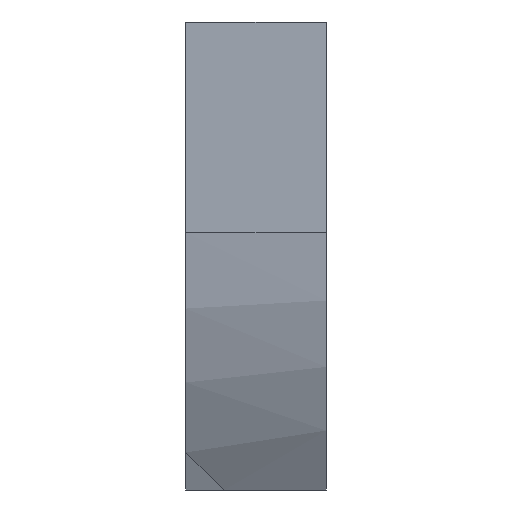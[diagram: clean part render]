
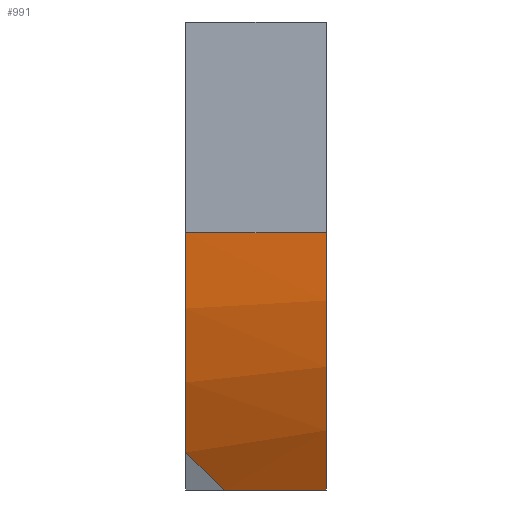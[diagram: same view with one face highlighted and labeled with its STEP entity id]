
A CAD part, left-side view. The second image highlights one B-rep face of the part: STEP entity #991.
In plain terms, the highlighted cylindrical face has radius 20 mm (diameter 40 mm), a partial arc.
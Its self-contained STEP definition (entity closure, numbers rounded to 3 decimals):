
#41 = AXIS2_PLACEMENT_3D ( 'NONE', #2339, #2387, #1621 ) ;
#73 = DIRECTION ( 'NONE',  ( 0., 1., 0. ) ) ;
#76 = EDGE_CURVE ( 'NONE', #1005, #1016, #1371, .T. ) ;
#252 = EDGE_CURVE ( 'NONE', #1438, #921, #567, .T. ) ;
#327 =( BOUNDED_CURVE ( )  B_SPLINE_CURVE ( 3, ( #2067, #2977, #2946, #2015 ),
 .UNSPECIFIED., .F., .T. ) 
 B_SPLINE_CURVE_WITH_KNOTS ( ( 4, 4 ),
 ( 3.631, 3.724 ),
 .UNSPECIFIED. ) 
 CURVE ( )  GEOMETRIC_REPRESENTATION_ITEM ( )  RATIONAL_B_SPLINE_CURVE ( ( 1., 0.999, 0.999, 1. ) ) 
 REPRESENTATION_ITEM ( '' )  );
#382 = ORIENTED_EDGE ( 'NONE', *, *, #1278, .T. ) ;
#495 = CARTESIAN_POINT ( 'NONE',  ( -17.25, 6., 1. ) ) ;
#543 = LINE ( 'NONE', #495, #1154 ) ;
#567 = CIRCLE ( 'NONE', #2353, 20. ) ;
#669 = AXIS2_PLACEMENT_3D ( 'NONE', #774, #73, #973 ) ;
#774 = CARTESIAN_POINT ( 'NONE',  ( 2.75, 0., 1. ) ) ;
#779 = CARTESIAN_POINT ( 'NONE',  ( -17.25, 0., 1. ) ) ;
#921 = VERTEX_POINT ( 'NONE', #1558 ) ;
#973 = DIRECTION ( 'NONE',  ( 0., 0., -1. ) ) ;
#977 = CARTESIAN_POINT ( 'NONE',  ( 2.75, 6., 1. ) ) ;
#991 = ADVANCED_FACE ( 'NONE', ( #1453 ), #1667, .T. ) ;
#1005 = VERTEX_POINT ( 'NONE', #1222 ) ;
#1016 = VERTEX_POINT ( 'NONE', #2791 ) ;
#1154 = VECTOR ( 'NONE', #2390, 1000. ) ;
#1222 = CARTESIAN_POINT ( 'NONE',  ( -13.953, 4.352, -10. ) ) ;
#1278 = EDGE_CURVE ( 'NONE', #1016, #1523, #1961, .T. ) ;
#1309 = EDGE_CURVE ( 'NONE', #921, #1523, #543, .T. ) ;
#1371 = LINE ( 'NONE', #1631, #1670 ) ;
#1438 = VERTEX_POINT ( 'NONE', #2223 ) ;
#1453 = FACE_OUTER_BOUND ( 'NONE', #2222, .T. ) ;
#1523 = VERTEX_POINT ( 'NONE', #779 ) ;
#1538 = ORIENTED_EDGE ( 'NONE', *, *, #76, .T. ) ;
#1558 = CARTESIAN_POINT ( 'NONE',  ( -17.25, 6., 1. ) ) ;
#1621 = DIRECTION ( 'NONE',  ( 0., 0., -1. ) ) ;
#1631 = CARTESIAN_POINT ( 'NONE',  ( -13.953, 6., -10. ) ) ;
#1667 = CYLINDRICAL_SURFACE ( 'NONE', #41, 20. ) ;
#1670 = VECTOR ( 'NONE', #1828, 1000. ) ;
#1705 = DIRECTION ( 'NONE',  ( 0., 1., 0. ) ) ;
#1767 = ORIENTED_EDGE ( 'NONE', *, *, #1309, .F. ) ;
#1793 = ORIENTED_EDGE ( 'NONE', *, *, #2579, .T. ) ;
#1828 = DIRECTION ( 'NONE',  ( 0., -1., 0. ) ) ;
#1961 = CIRCLE ( 'NONE', #669, 20. ) ;
#2015 = CARTESIAN_POINT ( 'NONE',  ( -13.953, 4.352, -10. ) ) ;
#2043 = ORIENTED_EDGE ( 'NONE', *, *, #252, .F. ) ;
#2067 = CARTESIAN_POINT ( 'NONE',  ( -14.905, 6., -8.397 ) ) ;
#2096 = DIRECTION ( 'NONE',  ( 0., 0., -1. ) ) ;
#2222 = EDGE_LOOP ( 'NONE', ( #2043, #1793, #1538, #382, #1767 ) ) ;
#2223 = CARTESIAN_POINT ( 'NONE',  ( -14.905, 6., -8.397 ) ) ;
#2339 = CARTESIAN_POINT ( 'NONE',  ( 2.75, 6., 1. ) ) ;
#2353 = AXIS2_PLACEMENT_3D ( 'NONE', #977, #1705, #2096 ) ;
#2387 = DIRECTION ( 'NONE',  ( 0., -1., 0. ) ) ;
#2390 = DIRECTION ( 'NONE',  ( 0., -1., 0. ) ) ;
#2579 = EDGE_CURVE ( 'NONE', #1438, #1005, #327, .T. ) ;
#2791 = CARTESIAN_POINT ( 'NONE',  ( -13.953, 0., -10. ) ) ;
#2946 = CARTESIAN_POINT ( 'NONE',  ( -14.295, 4.944, -9.481 ) ) ;
#2977 = CARTESIAN_POINT ( 'NONE',  ( -14.613, 5.494, -8.946 ) ) ;
